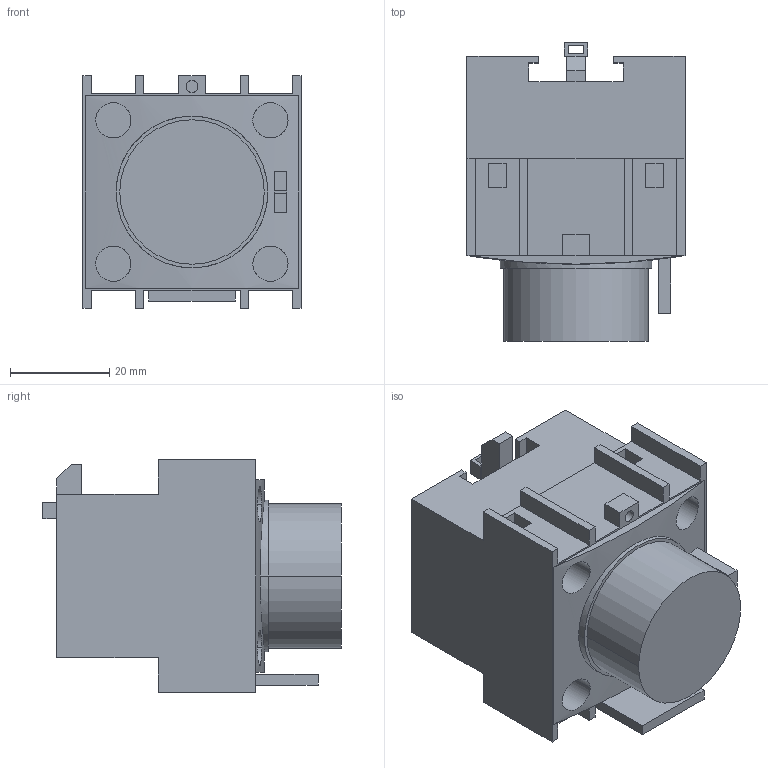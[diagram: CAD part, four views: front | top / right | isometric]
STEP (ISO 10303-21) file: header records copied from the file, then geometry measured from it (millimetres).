
FILE_DESCRIPTION(('starvars output'),'2;1');
FILE_NAME('LADT4_3D.stp','10:25:37 2020/03/31',( 'Thomas Industrial Network Germany GmbH'),( 'Thomas Industrial Network Germany GmbH'),'unknown preprocess','ACIS' ,'unknown authorization');
FILE_SCHEMA(('AUTOMOTIVE_DESIGN_CC2 {UNKNOWN IMPLEMENTATION LEVEL}'));
Length unit declared in the file: millimetre
Products named in the file (1): PRODUCT_ID_354
Bounding box: 43.99 x 60.2 x 46.99 mm (x, y, z)
Volume: 74449 mm3; surface area: 15585.6 mm2
Topology: 1 solids, 1 shells, 123 faces, 319 edges, 210 vertices
Faces by surface type: plane 108, cylinder 15
Entity records: 4669 total; most frequent: CARTESIAN_POINT 767, ORIENTED_EDGE 638, DIRECTION 495, EDGE_CURVE 319, VECTOR 259, LINE 259, VERTEX_POINT 210, EDGE_LOOP 139
